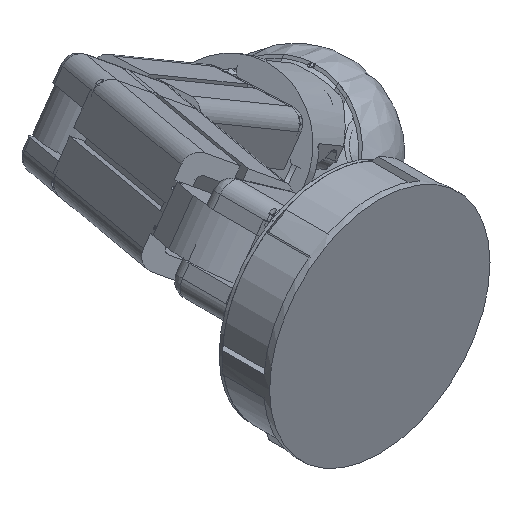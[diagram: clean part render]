
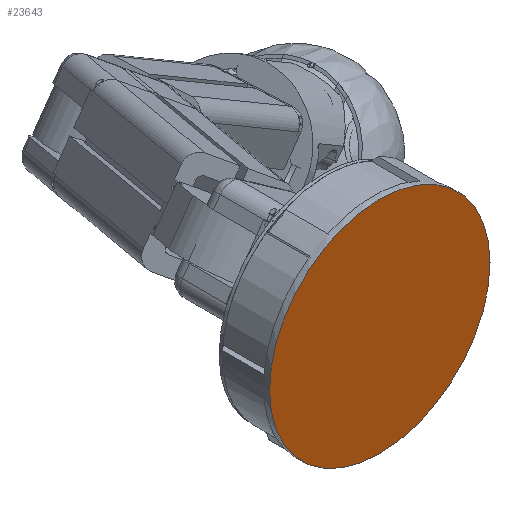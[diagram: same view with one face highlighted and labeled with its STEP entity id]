
A CAD part, isometric view. The second image highlights one B-rep face of the part: STEP entity #23643.
In plain terms, the highlighted planar face has unit normal (0, -1, 0).
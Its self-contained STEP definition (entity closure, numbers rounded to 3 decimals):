
#820=PLANE('',#25159);
#1844=FACE_OUTER_BOUND('',#3262,.T.);
#3262=EDGE_LOOP('',(#16583));
#9021=CIRCLE('',#25082,106.6);
#10350=VERTEX_POINT('',#35574);
#12728=EDGE_CURVE('',#10350,#10350,#9021,.T.);
#16583=ORIENTED_EDGE('',*,*,#12728,.T.);
#23643=ADVANCED_FACE('',(#1844),#820,.F.);
#25082=AXIS2_PLACEMENT_3D('',#35575,#28038,#28039);
#25159=AXIS2_PLACEMENT_3D('',#35765,#28228,#28229);
#28038=DIRECTION('center_axis',(0.,-1.,0.));
#28039=DIRECTION('ref_axis',(1.,0.,0.));
#28228=DIRECTION('center_axis',(0.,1.,0.));
#28229=DIRECTION('ref_axis',(1.,0.,0.));
#35574=CARTESIAN_POINT('',(-106.6,-6.,0.));
#35575=CARTESIAN_POINT('Origin',(0.,-6.,0.));
#35765=CARTESIAN_POINT('Origin',(0.,-6.,0.));
